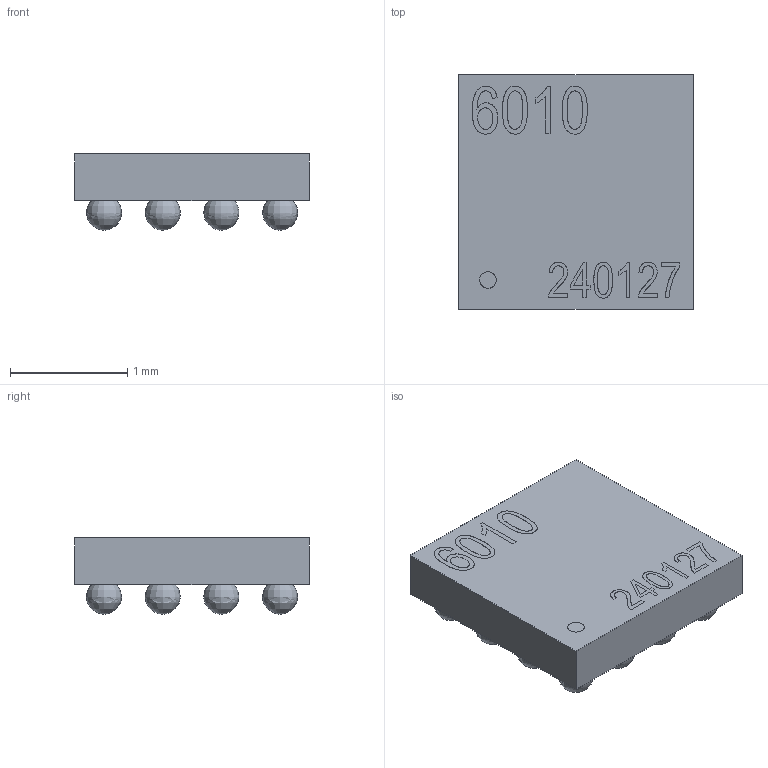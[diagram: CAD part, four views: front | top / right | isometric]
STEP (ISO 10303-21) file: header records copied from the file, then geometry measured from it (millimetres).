
FILE_DESCRIPTION(/* description */ (''),/* implementation_level */ '2;1');
FILE_NAME(/* name */ 'WLCSP16 pitch 0,5mm 1,92x1,92x0,65mm',/* time_stamp */ '2024-01-21T17:17:54+01:00',/* author */ (''),/* organization */ (''),/* preprocessor_version */ 'ST-DEVELOPER v16.5',/* originating_system */ '',/* authorisation */ '');
FILE_SCHEMA (('AUTOMOTIVE_DESIGN'));
Length unit declared in the file: millimetre
Products named in the file (1): Document
Bounding box: 2 x 2 x 0.65 mm (x, y, z)
Volume: 0.2 mm3; surface area: 15.7 mm2
Topology: 16 solids, 33 shells, 38 faces, 176 edges, 156 vertices
Faces by surface type: bspline 38
Entity records: 4358 total; most frequent: CARTESIAN_POINT 2543, B_SPLINE_CURVE_WITH_KNOTS 296, ORIENTED_EDGE 172, PCURVE 172, DEFINITIONAL_REPRESENTATION 172, VERTEX_POINT 156, SURFACE_CURVE 144, EDGE_CURVE 144
